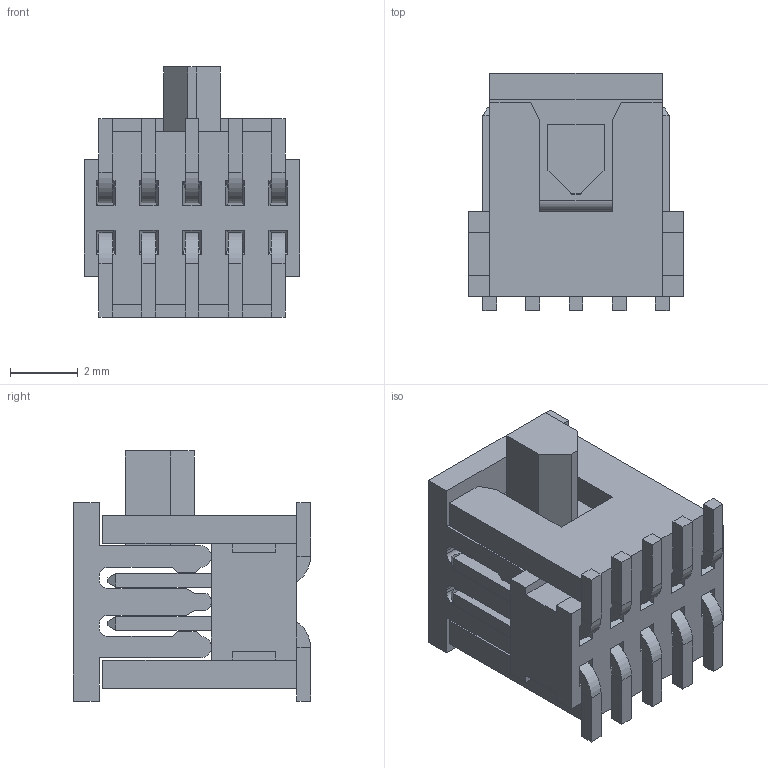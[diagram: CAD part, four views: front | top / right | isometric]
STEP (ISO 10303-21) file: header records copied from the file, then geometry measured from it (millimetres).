
FILE_DESCRIPTION (( 'STEP AP203' ), '1' );
FILE_NAME ('FTSH-105-01-X-DV-K-P.step', '2013-05-29T08:52:30', ( 'Test' ), ( 'SAMTEC' ), 'SwSTEP 2.0', 'SolidWorks 2012', '' );
FILE_SCHEMA (( 'CONFIG_CONTROL_DESIGN' ));
Length unit declared in the file: inch
Products named in the file (1): FTSH-105-01-X-DV-K-P
Bounding box: 6.35 x 6.99 x 7.37 mm (x, y, z)
Volume: 164.9 mm3; surface area: 584.5 mm2
Topology: 12 solids, 12 shells, 408 faces, 937 edges, 554 vertices
Faces by surface type: plane 380, cylinder 28
Entity records: 11138 total; most frequent: CARTESIAN_POINT 1900, ORIENTED_EDGE 1874, DIRECTION 1811, EDGE_CURVE 937, LINE 881, VECTOR 881, VERTEX_POINT 554, AXIS2_PLACEMENT_3D 465
